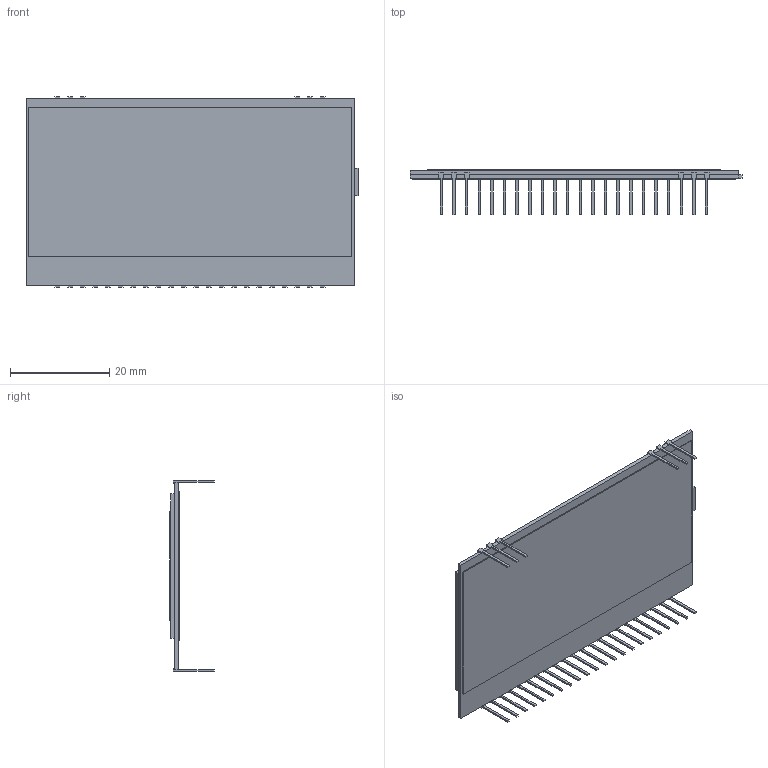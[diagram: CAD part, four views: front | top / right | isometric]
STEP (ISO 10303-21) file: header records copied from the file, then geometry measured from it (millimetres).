
FILE_DESCRIPTION (( 'STEP AP214' ),'1' );
FILE_NAME ('EA DOGM204W-A.STEP','2022-10-28T20:41:43',( '' ),( '' ),'SwSTEP 2.0','SolidWorks 2017','' );
FILE_SCHEMA (( 'AUTOMOTIVE_DESIGN' ));
Length unit declared in the file: millimetre
Products named in the file (1): EA DOGM204W-A
Bounding box: 66.8 x 9 x 38.4 mm (x, y, z)
Volume: 4220.6 mm3; surface area: 13009.6 mm2
Topology: 33 solids, 33 shells, 390 faces, 960 edges, 640 vertices
Faces by surface type: plane 390
Entity records: 7439 total; most frequent: ORIENTED_EDGE 1884, EDGE_CURVE 942, CARTESIAN_POINT 914, LINE 886, VERTEX_POINT 620, EDGE_LOOP 396, ADVANCED_FACE 390, FACE_OUTER_BOUND 390
